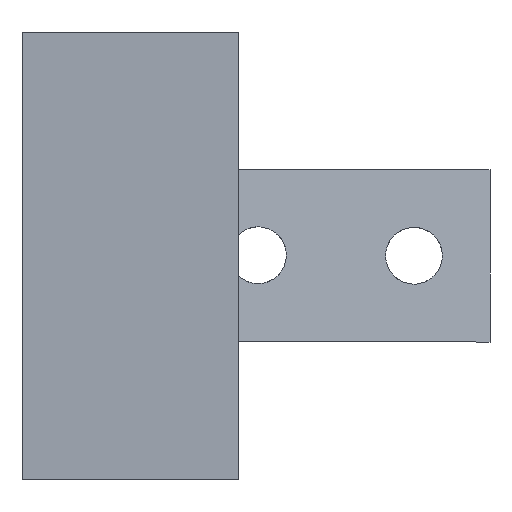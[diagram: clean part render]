
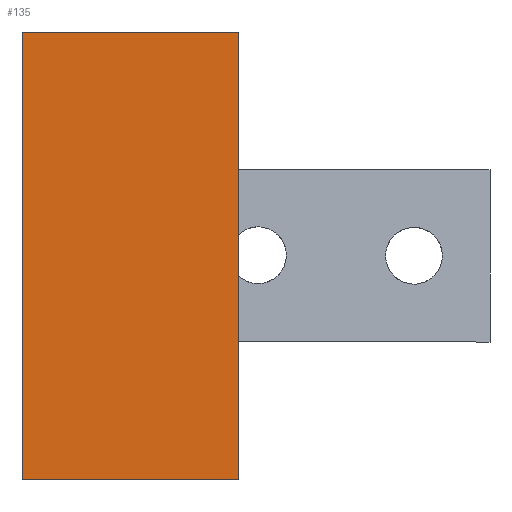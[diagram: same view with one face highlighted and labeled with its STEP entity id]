
A CAD part, left-side view. The second image highlights one B-rep face of the part: STEP entity #135.
In plain terms, the highlighted planar face has unit normal (-1, 0, 0).
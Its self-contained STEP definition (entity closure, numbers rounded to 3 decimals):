
#113=FACE_OUTER_BOUND('',#289,.T.);
#135=ADVANCED_FACE('',(#113),#155,.T.);
#155=PLANE('',#512);
#198=LINE('',#710,#246);
#200=LINE('',#714,#248);
#202=LINE('',#718,#250);
#203=LINE('',#720,#251);
#246=VECTOR('',#597,1.);
#248=VECTOR('',#601,1.);
#250=VECTOR('',#605,1.);
#251=VECTOR('',#606,1.);
#289=EDGE_LOOP('',(#381,#382,#383,#384));
#381=ORIENTED_EDGE('',*,*,#478,.T.);
#382=ORIENTED_EDGE('',*,*,#476,.T.);
#383=ORIENTED_EDGE('',*,*,#480,.F.);
#384=ORIENTED_EDGE('',*,*,#481,.T.);
#426=VERTEX_POINT('',#705);
#428=VERTEX_POINT('',#709);
#430=VERTEX_POINT('',#715);
#431=VERTEX_POINT('',#719);
#476=EDGE_CURVE('',#426,#428,#198,.T.);
#478=EDGE_CURVE('',#430,#426,#200,.T.);
#480=EDGE_CURVE('',#431,#428,#202,.T.);
#481=EDGE_CURVE('',#431,#430,#203,.T.);
#512=AXIS2_PLACEMENT_3D('',#721,#607,#608);
#597=DIRECTION('',(0.,1.,0.));
#601=DIRECTION('',(0.,0.,1.));
#605=DIRECTION('',(0.,0.,1.));
#606=DIRECTION('',(0.,-1.,0.));
#607=DIRECTION('',(-1.,0.,0.));
#608=DIRECTION('',(0.,0.,1.));
#705=CARTESIAN_POINT('',(-33.583,-15.8,7.7));
#709=CARTESIAN_POINT('',(-33.583,-3.2,7.7));
#710=CARTESIAN_POINT('',(-33.583,-9.5,7.7));
#714=CARTESIAN_POINT('',(-33.583,-15.8,-18.3));
#715=CARTESIAN_POINT('',(-33.583,-15.8,-18.3));
#718=CARTESIAN_POINT('',(-33.583,-3.2,-18.3));
#719=CARTESIAN_POINT('',(-33.583,-3.2,-18.3));
#720=CARTESIAN_POINT('',(-33.583,-9.5,-18.3));
#721=CARTESIAN_POINT('',(-33.583,-9.5,-18.3));
